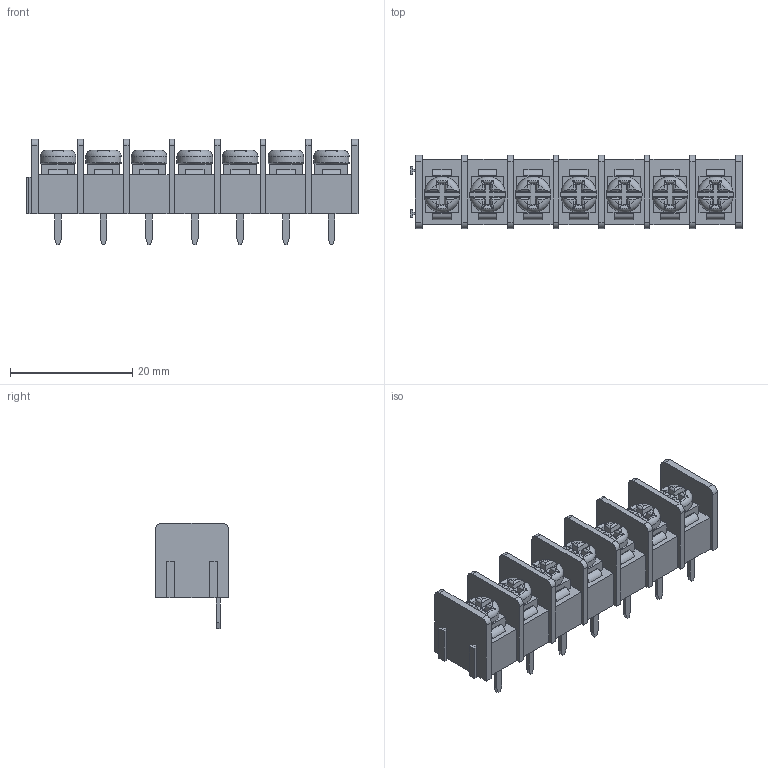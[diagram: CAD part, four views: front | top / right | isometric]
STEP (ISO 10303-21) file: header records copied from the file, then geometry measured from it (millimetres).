
FILE_DESCRIPTION(/* description */ ('Unknown'),/* implementation_level */ '2;1');
FILE_NAME(/* name */ 'Terminal Block - 7.62mm - 7 Pin',/* time_stamp */ '2018-12-07T12:45:41-05:00',/* author */ ('Unknown'),/* organization */ ('Unknown'),/* preprocessor_version */ 'ST-DEVELOPER v16.7',/* originating_system */ 'DEX',/* authorisation */ $);
FILE_SCHEMA (('AUTOMOTIVE_DESIGN {1 0 10303 214 3 1 1}'));
Length unit declared in the file: millimetre
Products named in the file (1): Terminal Block - 7.62mm - 7 Pin
Bounding box: 54.41 x 12.01 x 17.3 mm (x, y, z)
Volume: 5079 mm3; surface area: 4505.4 mm2
Topology: 8 solids, 28 shells, 660 faces, 1679 edges, 1089 vertices
Faces by surface type: plane 465, cylinder 93, bspline 81, torus 21
Full cylindrical faces by diameter (mm): 5.842 x7
Entity records: 24525 total; most frequent: CARTESIAN_POINT 6740, ORIENTED_EDGE 3308, DIRECTION 2540, EDGE_CURVE 1654, VERTEX_POINT 1082, LINE 1008, VECTOR 1008, AXIS2_PLACEMENT_3D 766
